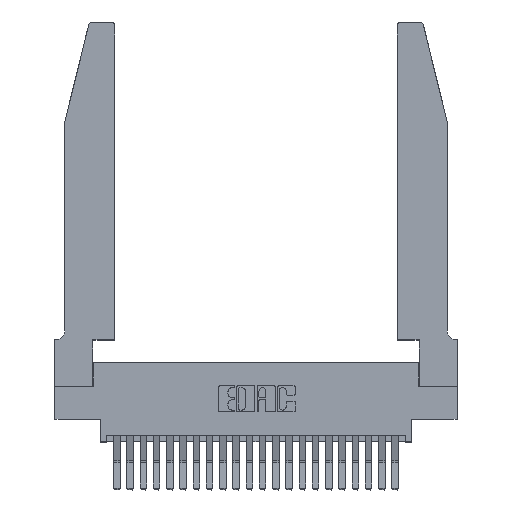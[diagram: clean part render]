
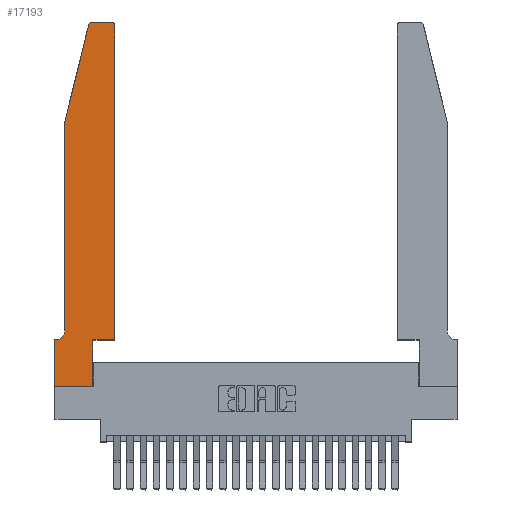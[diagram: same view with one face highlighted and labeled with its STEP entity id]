
A CAD part, top view. The second image highlights one B-rep face of the part: STEP entity #17193.
In plain terms, the highlighted planar face has unit normal (0, 0, 1).
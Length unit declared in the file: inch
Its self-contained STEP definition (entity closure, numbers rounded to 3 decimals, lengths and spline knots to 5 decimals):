
#54 = VECTOR ( 'NONE', #24915, 39.37008 ) ;
#527 = CARTESIAN_POINT ( 'NONE',  ( 0., 0., 0.37 ) ) ;
#757 = LINE ( 'NONE', #4765, #15293 ) ;
#1281 = EDGE_CURVE ( 'NONE', #10641, #20083, #9370, .T. ) ;
#1363 = CARTESIAN_POINT ( 'NONE',  ( 0.2865, 0., 0.37 ) ) ;
#1415 = VECTOR ( 'NONE', #13629, 39.37008 ) ;
#1960 = DIRECTION ( 'NONE',  ( 0., 1., 0. ) ) ;
#2175 = CARTESIAN_POINT ( 'NONE',  ( 0., 0.35, 0.37 ) ) ;
#2346 = LINE ( 'NONE', #4011, #7079 ) ;
#2507 = AXIS2_PLACEMENT_3D ( 'NONE', #2175, #15870, #4225 ) ;
#2917 = EDGE_CURVE ( 'NONE', #3967, #8436, #16422, .T. ) ;
#3069 = LINE ( 'NONE', #9599, #18476 ) ;
#3717 = ORIENTED_EDGE ( 'NONE', *, *, #23773, .T. ) ;
#3967 = VERTEX_POINT ( 'NONE', #9951 ) ;
#4011 = CARTESIAN_POINT ( 'NONE',  ( 0.2865, 0.35, 0.37 ) ) ;
#4225 = DIRECTION ( 'NONE',  ( 1., 0., 0. ) ) ;
#4274 = LINE ( 'NONE', #23051, #54 ) ;
#4765 = CARTESIAN_POINT ( 'NONE',  ( 0.4505, 0.35, 0.37 ) ) ;
#5038 = EDGE_CURVE ( 'NONE', #17650, #10641, #4274, .T. ) ;
#5141 = DIRECTION ( 'NONE',  ( 0., -1., 0. ) ) ;
#5194 = ORIENTED_EDGE ( 'NONE', *, *, #11107, .T. ) ;
#5412 = DIRECTION ( 'NONE',  ( 0., -1., 0. ) ) ;
#5528 = DIRECTION ( 'NONE',  ( -1., 0., 0. ) ) ;
#5708 = EDGE_LOOP ( 'NONE', ( #20804, #3717, #6810, #16705, #13781, #8049, #11975, #5194, #18143, #10362, #24821, #20165 ) ) ;
#6377 = EDGE_CURVE ( 'NONE', #22559, #22974, #7057, .T. ) ;
#6526 = CARTESIAN_POINT ( 'NONE',  ( 0.4505, 0.35, 0.37 ) ) ;
#6810 = ORIENTED_EDGE ( 'NONE', *, *, #5038, .T. ) ;
#7057 = CIRCLE ( 'NONE', #17624, 0.03 ) ;
#7079 = VECTOR ( 'NONE', #1960, 39.37008 ) ;
#7458 = DIRECTION ( 'NONE',  ( 0., 0., 1. ) ) ;
#7991 = CARTESIAN_POINT ( 'NONE',  ( 0.284, 2.75, 0.37 ) ) ;
#8049 = ORIENTED_EDGE ( 'NONE', *, *, #2917, .T. ) ;
#8199 = CARTESIAN_POINT ( 'NONE',  ( 0., 0., 0.37 ) ) ;
#8436 = VERTEX_POINT ( 'NONE', #22352 ) ;
#9370 = LINE ( 'NONE', #11004, #15069 ) ;
#9599 = CARTESIAN_POINT ( 'NONE',  ( 0., 0., 0.37 ) ) ;
#9668 = CARTESIAN_POINT ( 'NONE',  ( 0.4505, 2.72, 0.37 ) ) ;
#9802 = EDGE_CURVE ( 'NONE', #22974, #11766, #12071, .T. ) ;
#9951 = CARTESIAN_POINT ( 'NONE',  ( 0.0055, 0.35, 0.37 ) ) ;
#10095 = CARTESIAN_POINT ( 'NONE',  ( 0.4505, 0.35, 0.37 ) ) ;
#10128 = PLANE ( 'NONE',  #2507 ) ;
#10156 = DIRECTION ( 'NONE',  ( 1., 0., 0. ) ) ;
#10362 = ORIENTED_EDGE ( 'NONE', *, *, #15117, .T. ) ;
#10434 = EDGE_CURVE ( 'NONE', #8436, #20174, #3069, .T. ) ;
#10497 = DIRECTION ( 'NONE',  ( 0., 0., -1. ) ) ;
#10641 = VERTEX_POINT ( 'NONE', #14290 ) ;
#10807 = DIRECTION ( 'NONE',  ( 0., 0., 1. ) ) ;
#10910 = DIRECTION ( 'NONE',  ( 1., 0., 0. ) ) ;
#10928 = VERTEX_POINT ( 'NONE', #24596 ) ;
#10997 = CARTESIAN_POINT ( 'NONE',  ( 0.4205, 2.75, 0.37 ) ) ;
#11004 = CARTESIAN_POINT ( 'NONE',  ( 0.0755, 2., 0.37 ) ) ;
#11107 = EDGE_CURVE ( 'NONE', #20174, #11566, #14413, .T. ) ;
#11308 = FACE_OUTER_BOUND ( 'NONE', #5708, .T. ) ;
#11407 = CARTESIAN_POINT ( 'NONE',  ( 0.2605, 2.75, 0.37 ) ) ;
#11496 = VECTOR ( 'NONE', #5528, 39.37008 ) ;
#11566 = VERTEX_POINT ( 'NONE', #1363 ) ;
#11766 = VERTEX_POINT ( 'NONE', #7991 ) ;
#11975 = ORIENTED_EDGE ( 'NONE', *, *, #10434, .T. ) ;
#12071 = LINE ( 'NONE', #11407, #11496 ) ;
#12223 = CARTESIAN_POINT ( 'NONE',  ( 0.0755, 0.42, 0.37 ) ) ;
#12975 = EDGE_CURVE ( 'NONE', #22822, #22559, #14764, .T. ) ;
#13234 = CARTESIAN_POINT ( 'NONE',  ( 0.0755, 0.35, 0.37 ) ) ;
#13629 = DIRECTION ( 'NONE',  ( -1., 0., 0. ) ) ;
#13781 = ORIENTED_EDGE ( 'NONE', *, *, #14899, .T. ) ;
#14290 = CARTESIAN_POINT ( 'NONE',  ( 0.0755, 2., 0.37 ) ) ;
#14413 = LINE ( 'NONE', #8199, #23641 ) ;
#14764 = LINE ( 'NONE', #10095, #23974 ) ;
#14899 = EDGE_CURVE ( 'NONE', #20083, #3967, #24811, .T. ) ;
#15069 = VECTOR ( 'NONE', #5141, 39.37008 ) ;
#15117 = EDGE_CURVE ( 'NONE', #10928, #22822, #757, .T. ) ;
#15293 = VECTOR ( 'NONE', #10910, 39.37008 ) ;
#15870 = DIRECTION ( 'NONE',  ( 0., 0., 1. ) ) ;
#16422 = LINE ( 'NONE', #13234, #1415 ) ;
#16705 = ORIENTED_EDGE ( 'NONE', *, *, #1281, .T. ) ;
#17193 = ADVANCED_FACE ( 'NONE', ( #11308 ), #10128, .T. ) ;
#17624 = AXIS2_PLACEMENT_3D ( 'NONE', #21968, #10807, #23821 ) ;
#17650 = VERTEX_POINT ( 'NONE', #17991 ) ;
#17991 = CARTESIAN_POINT ( 'NONE',  ( 0.25487, 2.72718, 0.37 ) ) ;
#18143 = ORIENTED_EDGE ( 'NONE', *, *, #19337, .T. ) ;
#18476 = VECTOR ( 'NONE', #5412, 39.37008 ) ;
#18501 = CIRCLE ( 'NONE', #22017, 0.03 ) ;
#18825 = CARTESIAN_POINT ( 'NONE',  ( 0.284, 2.72, 0.37 ) ) ;
#19337 = EDGE_CURVE ( 'NONE', #11566, #10928, #2346, .T. ) ;
#20083 = VERTEX_POINT ( 'NONE', #12223 ) ;
#20165 = ORIENTED_EDGE ( 'NONE', *, *, #6377, .T. ) ;
#20174 = VERTEX_POINT ( 'NONE', #527 ) ;
#20673 = DIRECTION ( 'NONE',  ( 1., 0., 0. ) ) ;
#20804 = ORIENTED_EDGE ( 'NONE', *, *, #9802, .T. ) ;
#21687 = CARTESIAN_POINT ( 'NONE',  ( 0.0055, 0.42, 0.37 ) ) ;
#21764 = AXIS2_PLACEMENT_3D ( 'NONE', #21687, #10497, #23530 ) ;
#21968 = CARTESIAN_POINT ( 'NONE',  ( 0.4205, 2.72, 0.37 ) ) ;
#22017 = AXIS2_PLACEMENT_3D ( 'NONE', #18825, #7458, #20673 ) ;
#22352 = CARTESIAN_POINT ( 'NONE',  ( 0., 0.35, 0.37 ) ) ;
#22559 = VERTEX_POINT ( 'NONE', #9668 ) ;
#22822 = VERTEX_POINT ( 'NONE', #6526 ) ;
#22974 = VERTEX_POINT ( 'NONE', #10997 ) ;
#23051 = CARTESIAN_POINT ( 'NONE',  ( 0.0755, 2., 0.37 ) ) ;
#23233 = DIRECTION ( 'NONE',  ( 0., 1., 0. ) ) ;
#23530 = DIRECTION ( 'NONE',  ( -1., 0., 0. ) ) ;
#23641 = VECTOR ( 'NONE', #10156, 39.37008 ) ;
#23773 = EDGE_CURVE ( 'NONE', #11766, #17650, #18501, .T. ) ;
#23821 = DIRECTION ( 'NONE',  ( 1., 0., 0. ) ) ;
#23974 = VECTOR ( 'NONE', #23233, 39.37008 ) ;
#24596 = CARTESIAN_POINT ( 'NONE',  ( 0.2865, 0.35, 0.37 ) ) ;
#24811 = CIRCLE ( 'NONE', #21764, 0.07 ) ;
#24821 = ORIENTED_EDGE ( 'NONE', *, *, #12975, .T. ) ;
#24915 = DIRECTION ( 'NONE',  ( -0.239, -0.971, 0. ) ) ;
